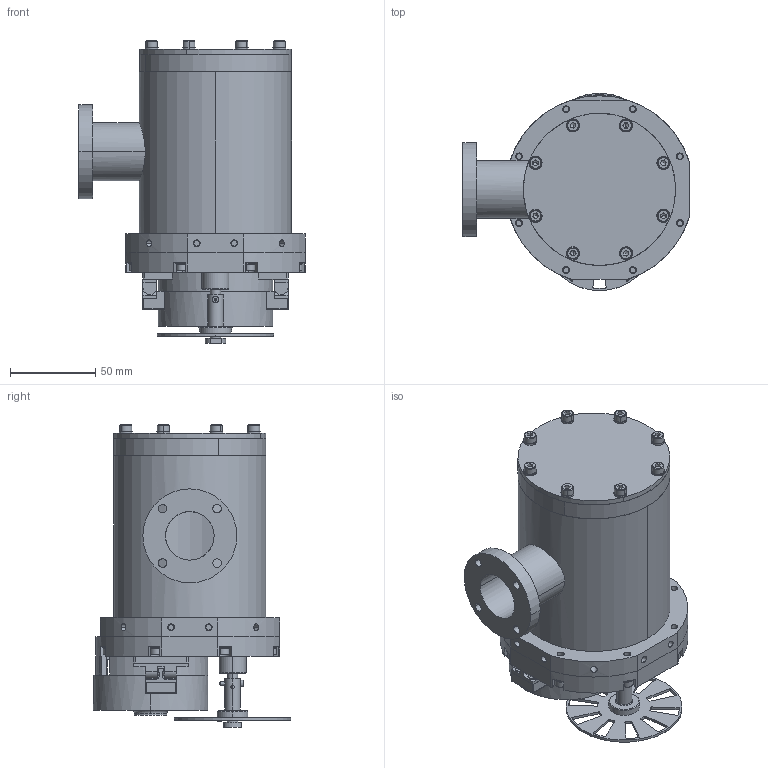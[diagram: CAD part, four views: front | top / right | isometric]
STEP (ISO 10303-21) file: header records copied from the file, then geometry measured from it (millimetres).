
FILE_DESCRIPTION (( 'STEP AP203' ), '1' );
FILE_NAME ('MC10101_Outline_200907.STEP', '2020-09-08T10:10:39', ( '' ), ( '' ), 'SwSTEP 2.0', 'SolidWorks 2018', '' );
FILE_SCHEMA (( 'CONFIG_CONTROL_DESIGN' ));
Length unit declared in the file: millimetre
Products named in the file (21): 750-728-P1_2; 750-765-G1; socket countersunk head screw_iso_ISO 10642 - M3 x 8 - 8N; 750-763-G1_Dummy; socket head cap screw_ks_KS 1003 - M2 x 12 x 12-N; 750-757-P1; 750-826-P1; 750-769-P1; KP10202; spring lock washer_ks_KS 1324 - M4; socket head cap screw_am_B18.3.1M - 4 x 0.7 x 8 Hex SHCS -- 8NHX; 750-827-P1; 750-728-P1_1; MC10101_Outline_200907; 750-778-P1; KP10205; KP10203; KP10201; 750-824-P1(FK-03513); 10A sensor Cover(KR-00363); socket head cap screw_ks_KS 1003 - M4 x 12 x 12-N
Assembly tree (58 placements, depth 3):
  MC10101_Outline_200907
    750-765-G1
      KP10202
      KP10201
      KP10205
      KP10203
    750-763-G1_Dummy
    750-824-P1(FK-03513)
    750-728-P1_2  x2
    750-826-P1
    750-827-P1
    750-778-P1
    750-769-P1
    10A sensor Cover(KR-00363)
      750-757-P1
      750-728-P1_1  x2
      socket countersunk head screw_iso_ISO 10642 - M3 x 8 - 8N  x4
    spring lock washer_ks_KS 1324 - M4  x16
    socket head cap screw_ks_KS 1003 - M4 x 12 x 12-N  x8
    socket head cap screw_am_B18.3.1M - 4 x 0.7 x 8 Hex SHCS -- 8NHX  x8
    socket countersunk head screw_iso_ISO 10642 - M3 x 8 - 8N  x4
    socket head cap screw_ks_KS 1003 - M2 x 12 x 12-N
Bounding box: 132.5 x 115.5 x 177 mm (x, y, z)
Volume: 339770.7 mm3; surface area: 174330.3 mm2
Topology: 56 solids, 56 shells, 1561 faces, 3647 edges, 2232 vertices
Faces by surface type: plane 689, cylinder 579, cone 191, torus 90, bspline 8, sphere 4
Entity records: 27507 total; most frequent: CARTESIAN_POINT 4986, DIRECTION 4373, ORIENTED_EDGE 3740, EDGE_CURVE 1870, AXIS2_PLACEMENT_3D 1714, VERTEX_POINT 1205, EDGE_LOOP 971, LINE 945
